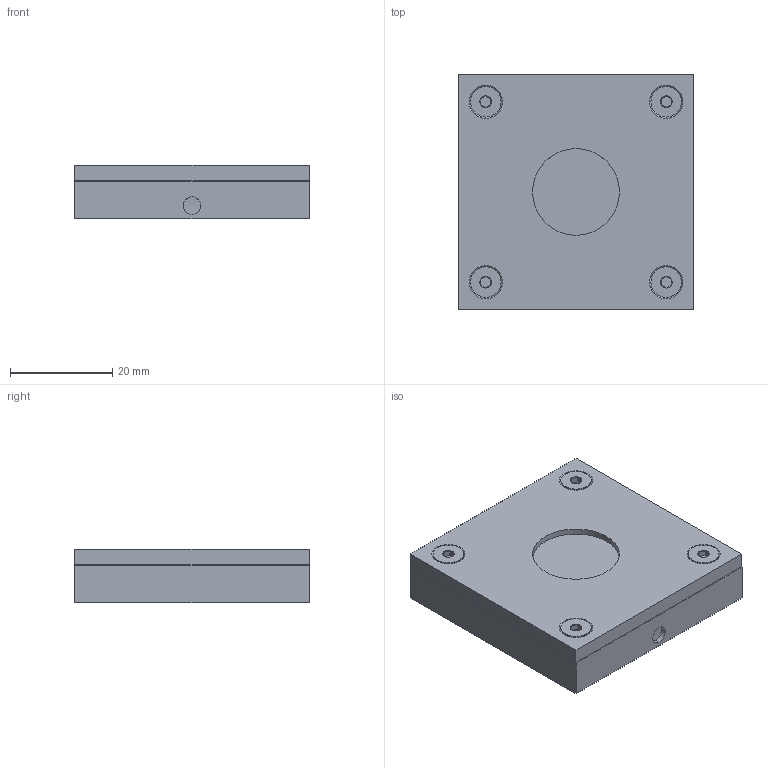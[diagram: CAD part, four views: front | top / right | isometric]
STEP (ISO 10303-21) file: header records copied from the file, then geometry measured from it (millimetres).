
FILE_DESCRIPTION (( 'STEP AP203' ), '1' );
FILE_NAME ('SK-9676 UP17P-6S-H5.STEP', '2017-07-24T19:12:06', ( '' ), ( '' ), 'SwSTEP 2.0', 'SolidWorks 2016', '' );
FILE_SCHEMA (( 'CONFIG_CONTROL_DESIGN' ));
Length unit declared in the file: millimetre
Products named in the file (1): SK-9676 UP17P-6S-H5
Bounding box: 46 x 46 x 10.55 mm (x, y, z)
Volume: 21799.4 mm3; surface area: 8021.2 mm2
Topology: 2 solids, 2 shells, 432 faces, 1183 edges, 766 vertices
Faces by surface type: cylinder 305, cone 68, plane 51, bspline 8
Entity records: 19928 total; most frequent: CARTESIAN_POINT 10504, ORIENTED_EDGE 2366, DIRECTION 1597, EDGE_CURVE 1183, VERTEX_POINT 766, AXIS2_PLACEMENT_3D 593, EDGE_LOOP 459, ADVANCED_FACE 432
